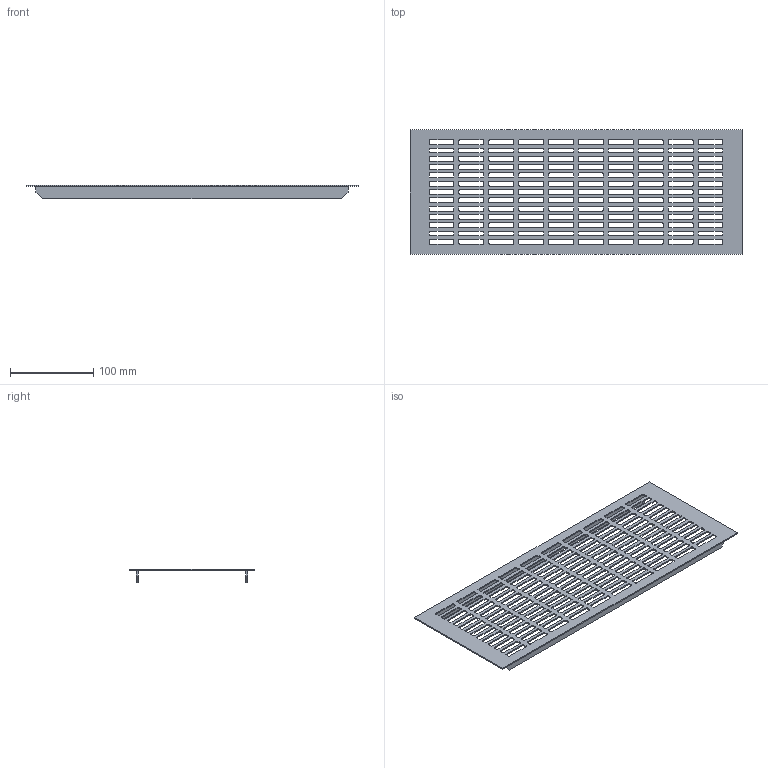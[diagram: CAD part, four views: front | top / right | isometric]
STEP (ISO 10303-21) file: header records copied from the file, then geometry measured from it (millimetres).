
FILE_DESCRIPTION (( 'STEP AP214' ), '1' );
FILE_NAME ('F000969,F000992,F001015_3D.step', '2022-08-15T13:46:13', ( '' ), ( '' ), 'SwSTEP 2.0', 'SolidWorks 2020', '' );
FILE_SCHEMA (( 'AUTOMOTIVE_DESIGN' ));
Length unit declared in the file: millimetre
Products named in the file (1): F000969,F000992,F001015_3D
Bounding box: 400 x 150 x 16.5 mm (x, y, z)
Volume: 77371.4 mm3; surface area: 111164.9 mm2
Topology: 1 solids, 1 shells, 1060 faces, 3168 edges, 2112 vertices
Faces by surface type: plane 540, cylinder 520
Entity records: 36486 total; most frequent: CARTESIAN_POINT 6341, ORIENTED_EDGE 6336, DIRECTION 6330, EDGE_CURVE 3168, LINE 2128, VECTOR 2128, VERTEX_POINT 2112, AXIS2_PLACEMENT_3D 2101
